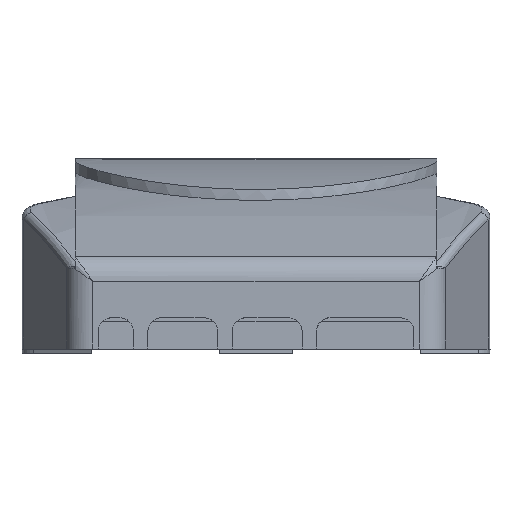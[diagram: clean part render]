
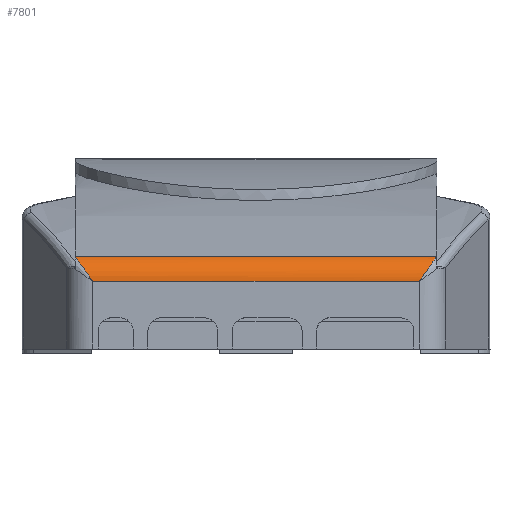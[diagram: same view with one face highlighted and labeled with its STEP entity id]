
A CAD part, front view. The second image highlights one B-rep face of the part: STEP entity #7801.
In plain terms, the highlighted cylindrical face has radius 10 mm (diameter 20 mm), a partial arc.
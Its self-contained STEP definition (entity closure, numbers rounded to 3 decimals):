
#422 = CARTESIAN_POINT ( 'NONE',  ( -86., -239.101, 34.02 ) ) ;
#621 = LINE ( 'NONE', #422, #25000 ) ;
#736 = EDGE_CURVE ( 'NONE', #7465, #8100, #16239, .T. ) ;
#2477 = DIRECTION ( 'NONE',  ( 1., 0., 0. ) ) ;
#2809 = CARTESIAN_POINT ( 'NONE',  ( 66.372, -239.101, 34.02 ) ) ;
#4327 = B_SPLINE_CURVE_WITH_KNOTS ( 'NONE', 3,
 ( #17611, #23959, #23701, #23627, #23541, #22409, #22332, #22166, #21912, #21834 ),
 .UNSPECIFIED., .F., .F.,
 ( 4, 2, 2, 2, 4 ),
 ( 0., 0.25, 0.5, 0.75, 1. ),
 .UNSPECIFIED. ) ;
#4569 = FACE_OUTER_BOUND ( 'NONE', #25121, .T. ) ;
#4955 = EDGE_CURVE ( 'NONE', #9397, #5932, #4327, .T. ) ;
#5932 = VERTEX_POINT ( 'NONE', #21864 ) ;
#6831 = DIRECTION ( 'NONE',  ( 0., 0., -1. ) ) ;
#7465 = VERTEX_POINT ( 'NONE', #23328 ) ;
#7801 = ADVANCED_FACE ( 'NONE', ( #4569 ), #19617, .T. ) ;
#8100 = VERTEX_POINT ( 'NONE', #10147 ) ;
#8201 = ORIENTED_EDGE ( 'NONE', *, *, #4955, .F. ) ;
#8892 = VECTOR ( 'NONE', #22990, 1000. ) ;
#9397 = VERTEX_POINT ( 'NONE', #2809 ) ;
#9549 = ORIENTED_EDGE ( 'NONE', *, *, #736, .F. ) ;
#10147 = CARTESIAN_POINT ( 'NONE',  ( -66.372, -239.101, 34.02 ) ) ;
#12254 = EDGE_CURVE ( 'NONE', #8100, #9397, #621, .T. ) ;
#13543 = LINE ( 'NONE', #17195, #8892 ) ;
#14598 = CARTESIAN_POINT ( 'NONE',  ( -86., -235., 24.9 ) ) ;
#14895 = ORIENTED_EDGE ( 'NONE', *, *, #23348, .T. ) ;
#16154 = AXIS2_PLACEMENT_3D ( 'NONE', #14598, #18583, #6831 ) ;
#16239 = B_SPLINE_CURVE_WITH_KNOTS ( 'NONE', 3,
 ( #18416, #18521, #19678, #18401, #18381, #18347, #18331, #18259, #18245, #18217 ),
 .UNSPECIFIED., .F., .F.,
 ( 4, 2, 2, 2, 4 ),
 ( 0., 0.25, 0.5, 0.75, 1. ),
 .UNSPECIFIED. ) ;
#17195 = CARTESIAN_POINT ( 'NONE',  ( -86., -245., 24.9 ) ) ;
#17611 = CARTESIAN_POINT ( 'NONE',  ( 66.372, -239.101, 34.02 ) ) ;
#18217 = CARTESIAN_POINT ( 'NONE',  ( -66.372, -239.101, 34.02 ) ) ;
#18245 = CARTESIAN_POINT ( 'NONE',  ( -66.098, -239.974, 33.628 ) ) ;
#18259 = CARTESIAN_POINT ( 'NONE',  ( -65.735, -240.79, 33.109 ) ) ;
#18331 = CARTESIAN_POINT ( 'NONE',  ( -64.862, -242.241, 31.863 ) ) ;
#18347 = CARTESIAN_POINT ( 'NONE',  ( -64.352, -242.877, 31.134 ) ) ;
#18381 = CARTESIAN_POINT ( 'NONE',  ( -63.227, -243.916, 29.527 ) ) ;
#18401 = CARTESIAN_POINT ( 'NONE',  ( -62.612, -244.32, 28.649 ) ) ;
#18416 = CARTESIAN_POINT ( 'NONE',  ( -59.988, -245., 24.9 ) ) ;
#18521 = CARTESIAN_POINT ( 'NONE',  ( -60.658, -245., 25.857 ) ) ;
#18583 = DIRECTION ( 'NONE',  ( 1., 0., 0. ) ) ;
#19617 = CYLINDRICAL_SURFACE ( 'NONE', #16154, 10. ) ;
#19678 = CARTESIAN_POINT ( 'NONE',  ( -61.328, -244.862, 26.814 ) ) ;
#21834 = CARTESIAN_POINT ( 'NONE',  ( 59.988, -245., 24.9 ) ) ;
#21864 = CARTESIAN_POINT ( 'NONE',  ( 59.988, -245., 24.9 ) ) ;
#21912 = CARTESIAN_POINT ( 'NONE',  ( 60.658, -245., 25.857 ) ) ;
#22166 = CARTESIAN_POINT ( 'NONE',  ( 61.328, -244.862, 26.814 ) ) ;
#22332 = CARTESIAN_POINT ( 'NONE',  ( 62.612, -244.32, 28.649 ) ) ;
#22409 = CARTESIAN_POINT ( 'NONE',  ( 63.227, -243.916, 29.527 ) ) ;
#22990 = DIRECTION ( 'NONE',  ( 1., 0., 0. ) ) ;
#23328 = CARTESIAN_POINT ( 'NONE',  ( -59.988, -245., 24.9 ) ) ;
#23348 = EDGE_CURVE ( 'NONE', #7465, #5932, #13543, .T. ) ;
#23541 = CARTESIAN_POINT ( 'NONE',  ( 64.352, -242.877, 31.134 ) ) ;
#23627 = CARTESIAN_POINT ( 'NONE',  ( 64.862, -242.241, 31.863 ) ) ;
#23701 = CARTESIAN_POINT ( 'NONE',  ( 65.735, -240.79, 33.109 ) ) ;
#23851 = ORIENTED_EDGE ( 'NONE', *, *, #12254, .F. ) ;
#23959 = CARTESIAN_POINT ( 'NONE',  ( 66.098, -239.974, 33.628 ) ) ;
#25000 = VECTOR ( 'NONE', #2477, 1000. ) ;
#25121 = EDGE_LOOP ( 'NONE', ( #23851, #9549, #14895, #8201 ) ) ;
